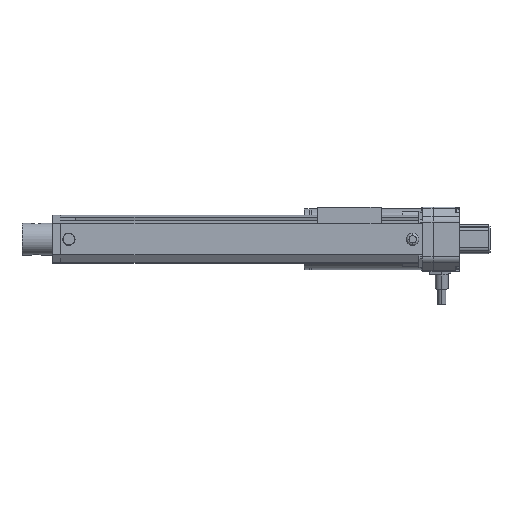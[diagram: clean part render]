
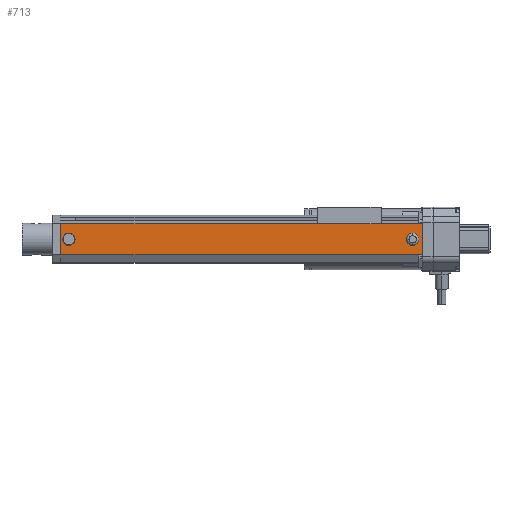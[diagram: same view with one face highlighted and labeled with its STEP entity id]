
A CAD part, left-side view. The second image highlights one B-rep face of the part: STEP entity #713.
In plain terms, the highlighted planar face has unit normal (-1, 0, 0).
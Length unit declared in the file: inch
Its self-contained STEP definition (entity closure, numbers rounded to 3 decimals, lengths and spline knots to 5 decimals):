
#9 = ORIENTED_EDGE ( 'NONE', *, *, #1631, .F. ) ;
#16 = CARTESIAN_POINT ( 'NONE',  ( 0., 8.9, -0.785 ) ) ;
#139 = EDGE_CURVE ( 'NONE', #3093, #8976, #4167, .T. ) ;
#278 = VECTOR ( 'NONE', #8911, 39.37008 ) ;
#324 = FACE_BOUND ( 'NONE', #4460, .T. ) ;
#550 = CARTESIAN_POINT ( 'NONE',  ( 0., 0.5, -0.785 ) ) ;
#713 = ADVANCED_FACE ( 'NONE', ( #1701, #6631, #324 ), #6847, .T. ) ;
#793 = VECTOR ( 'NONE', #6268, 39.37008 ) ;
#855 = CARTESIAN_POINT ( 'NONE',  ( 0., 0.26, -0.785 ) ) ;
#1480 = VERTEX_POINT ( 'NONE', #4043 ) ;
#1631 = EDGE_CURVE ( 'NONE', #6680, #9082, #7898, .T. ) ;
#1667 = EDGE_CURVE ( 'NONE', #6680, #8976, #7319, .T. ) ;
#1701 = FACE_OUTER_BOUND ( 'NONE', #6072, .T. ) ;
#1735 = VERTEX_POINT ( 'NONE', #7963 ) ;
#1771 = CARTESIAN_POINT ( 'NONE',  ( 0., 0.26, -1.165 ) ) ;
#1976 = CARTESIAN_POINT ( 'NONE',  ( 0., 8.9, -0.935 ) ) ;
#2014 = DIRECTION ( 'NONE',  ( -1., 0., 0. ) ) ;
#2093 = CARTESIAN_POINT ( 'NONE',  ( 0., 9.095, -0.40499 ) ) ;
#2154 = CIRCLE ( 'NONE', #8662, 0.15 ) ;
#2252 = DIRECTION ( 'NONE',  ( 0., -1., 0. ) ) ;
#2418 = ORIENTED_EDGE ( 'NONE', *, *, #3779, .F. ) ;
#2437 = DIRECTION ( 'NONE',  ( 0., 0., 1. ) ) ;
#2439 = CARTESIAN_POINT ( 'NONE',  ( 0., 2.82982, -0.40499 ) ) ;
#2599 = EDGE_CURVE ( 'NONE', #9082, #7941, #5130, .T. ) ;
#2769 = ORIENTED_EDGE ( 'NONE', *, *, #7090, .F. ) ;
#3093 = VERTEX_POINT ( 'NONE', #3649 ) ;
#3201 = ORIENTED_EDGE ( 'NONE', *, *, #2599, .F. ) ;
#3217 = DIRECTION ( 'NONE',  ( 0., -1., 0. ) ) ;
#3525 = EDGE_CURVE ( 'NONE', #1480, #3093, #5955, .T. ) ;
#3566 = VERTEX_POINT ( 'NONE', #5713 ) ;
#3649 = CARTESIAN_POINT ( 'NONE',  ( 0., 0.26, -0.40499 ) ) ;
#3706 = CARTESIAN_POINT ( 'NONE',  ( 0., 9.095, -0.40499 ) ) ;
#3779 = EDGE_CURVE ( 'NONE', #8640, #1735, #2154, .T. ) ;
#3844 = CIRCLE ( 'NONE', #6675, 0.15 ) ;
#3876 = VECTOR ( 'NONE', #4883, 39.37008 ) ;
#4043 = CARTESIAN_POINT ( 'NONE',  ( 0., 1.26982, -0.40499 ) ) ;
#4154 = DIRECTION ( 'NONE',  ( 0., 0., 1. ) ) ;
#4167 = LINE ( 'NONE', #855, #278 ) ;
#4228 = CARTESIAN_POINT ( 'NONE',  ( 0., 9.095, -1.165 ) ) ;
#4272 = VERTEX_POINT ( 'NONE', #1976 ) ;
#4392 = DIRECTION ( 'NONE',  ( 0., 0., 1. ) ) ;
#4402 = LINE ( 'NONE', #2439, #6135 ) ;
#4427 = ORIENTED_EDGE ( 'NONE', *, *, #1667, .T. ) ;
#4440 = EDGE_CURVE ( 'NONE', #3566, #4272, #4761, .T. ) ;
#4452 = VECTOR ( 'NONE', #9360, 39.37008 ) ;
#4460 = EDGE_LOOP ( 'NONE', ( #8571, #2418 ) ) ;
#4635 = CARTESIAN_POINT ( 'NONE',  ( 0., 9.095, -0.785 ) ) ;
#4725 = CARTESIAN_POINT ( 'NONE',  ( 0., 2.82982, -0.40499 ) ) ;
#4761 = CIRCLE ( 'NONE', #5596, 0.15 ) ;
#4789 = VECTOR ( 'NONE', #2252, 39.37008 ) ;
#4883 = DIRECTION ( 'NONE',  ( 0., 0., 1. ) ) ;
#4930 = DIRECTION ( 'NONE',  ( -1., 0., 0. ) ) ;
#5130 = LINE ( 'NONE', #2093, #4789 ) ;
#5288 = CIRCLE ( 'NONE', #9434, 0.15 ) ;
#5592 = DIRECTION ( 'NONE',  ( -1., 0., 0. ) ) ;
#5596 = AXIS2_PLACEMENT_3D ( 'NONE', #16, #5823, #4392 ) ;
#5713 = CARTESIAN_POINT ( 'NONE',  ( 0., 8.9, -0.635 ) ) ;
#5787 = AXIS2_PLACEMENT_3D ( 'NONE', #4635, #7557, #2437 ) ;
#5823 = DIRECTION ( 'NONE',  ( -1., 0., 0. ) ) ;
#5955 = LINE ( 'NONE', #6227, #793 ) ;
#6072 = EDGE_LOOP ( 'NONE', ( #9419, #3201, #9, #4427, #8994, #7059 ) ) ;
#6135 = VECTOR ( 'NONE', #3217, 39.37008 ) ;
#6227 = CARTESIAN_POINT ( 'NONE',  ( 0., 9.095, -0.40499 ) ) ;
#6268 = DIRECTION ( 'NONE',  ( 0., -1., 0. ) ) ;
#6485 = EDGE_CURVE ( 'NONE', #1735, #8640, #5288, .T. ) ;
#6631 = FACE_BOUND ( 'NONE', #8951, .T. ) ;
#6675 = AXIS2_PLACEMENT_3D ( 'NONE', #7862, #4930, #4154 ) ;
#6680 = VERTEX_POINT ( 'NONE', #8817 ) ;
#6700 = ORIENTED_EDGE ( 'NONE', *, *, #4440, .F. ) ;
#6786 = CARTESIAN_POINT ( 'NONE',  ( 0., 0.5, -0.935 ) ) ;
#6847 = PLANE ( 'NONE',  #5787 ) ;
#7059 = ORIENTED_EDGE ( 'NONE', *, *, #3525, .F. ) ;
#7090 = EDGE_CURVE ( 'NONE', #4272, #3566, #3844, .T. ) ;
#7319 = LINE ( 'NONE', #4228, #4452 ) ;
#7557 = DIRECTION ( 'NONE',  ( -1., 0., 0. ) ) ;
#7862 = CARTESIAN_POINT ( 'NONE',  ( 0., 8.9, -0.785 ) ) ;
#7898 = LINE ( 'NONE', #9273, #3876 ) ;
#7909 = DIRECTION ( 'NONE',  ( 0., 0., 1. ) ) ;
#7941 = VERTEX_POINT ( 'NONE', #4725 ) ;
#7963 = CARTESIAN_POINT ( 'NONE',  ( 0., 0.5, -0.635 ) ) ;
#8554 = DIRECTION ( 'NONE',  ( 0., 0., 1. ) ) ;
#8571 = ORIENTED_EDGE ( 'NONE', *, *, #6485, .F. ) ;
#8640 = VERTEX_POINT ( 'NONE', #6786 ) ;
#8662 = AXIS2_PLACEMENT_3D ( 'NONE', #9399, #2014, #7909 ) ;
#8817 = CARTESIAN_POINT ( 'NONE',  ( 0., 9.095, -1.165 ) ) ;
#8890 = EDGE_CURVE ( 'NONE', #7941, #1480, #4402, .T. ) ;
#8911 = DIRECTION ( 'NONE',  ( 0., 0., -1. ) ) ;
#8951 = EDGE_LOOP ( 'NONE', ( #6700, #2769 ) ) ;
#8976 = VERTEX_POINT ( 'NONE', #1771 ) ;
#8994 = ORIENTED_EDGE ( 'NONE', *, *, #139, .F. ) ;
#9082 = VERTEX_POINT ( 'NONE', #3706 ) ;
#9273 = CARTESIAN_POINT ( 'NONE',  ( 0., 9.095, -0.785 ) ) ;
#9360 = DIRECTION ( 'NONE',  ( 0., -1., 0. ) ) ;
#9399 = CARTESIAN_POINT ( 'NONE',  ( 0., 0.5, -0.785 ) ) ;
#9419 = ORIENTED_EDGE ( 'NONE', *, *, #8890, .F. ) ;
#9434 = AXIS2_PLACEMENT_3D ( 'NONE', #550, #5592, #8554 ) ;
